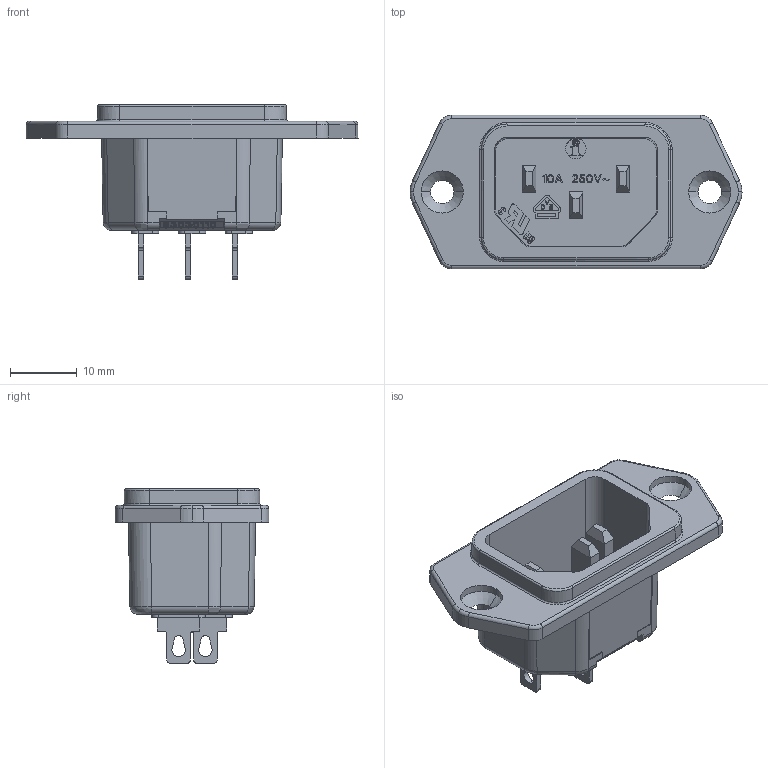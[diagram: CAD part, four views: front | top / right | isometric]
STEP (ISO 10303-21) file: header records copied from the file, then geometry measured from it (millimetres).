
FILE_DESCRIPTION(('OneSpaceDesigner STEP Export'),'2;1');
FILE_NAME('83030110_R2_C14_Screw-Mount_Solder-Tab_5-6-13.stp','2013-05-17T 9:00:48',(''),(''),'OneSpace Designer STEP processor for AP214 (Solid Model)','OneSpace Designer 14.50 18-Oct-2006 (C) CoCreate Software GmbH','');
FILE_SCHEMA(('AUTOMOTIVE_DESIGN { 1 0 10303 214 1 1 1 1 }'));
Length unit declared in the file: millimetre
Products named in the file (6): C14_Screw-Mount-Body_R2_5-6-13; Part-Number-Insert_83030110; Contacts_Measured_L-N_Solder-Tab; 55030510_R2_Contact_Solder-Tab_GND_2-27-13; Contacts_C14-C16_Solder-Tab_Assy; 83030110_R2_C14_Screw-Mount_Solder-Tab_5-6-13
Assembly tree (6 placements, depth 3):
  83030110_R2_C14_Screw-Mount_Solder-Tab_5-6-13
    Contacts_C14-C16_Solder-Tab_Assy
      55030510_R2_Contact_Solder-Tab_GND_2-27-13
      Contacts_Measured_L-N_Solder-Tab  x2
    Part-Number-Insert_83030110
    C14_Screw-Mount-Body_R2_5-6-13
Bounding box: 49.64 x 23 x 26.14 mm (x, y, z)
Volume: 4508.4 mm3; surface area: 5824.2 mm2
Topology: 5 solids, 5 shells, 1354 faces, 3778 edges, 2501 vertices
Faces by surface type: plane 1152, cylinder 143, extrusion 29, bspline 14, torus 12, cone 4
Entity records: 42814 total; most frequent: CARTESIAN_POINT 8702, ORIENTED_EDGE 7394, DIRECTION 6260, EDGE_CURVE 3697, VECTOR 3334, LINE 3305, VERTEX_POINT 2449, AXIS2_PLACEMENT_3D 1463
